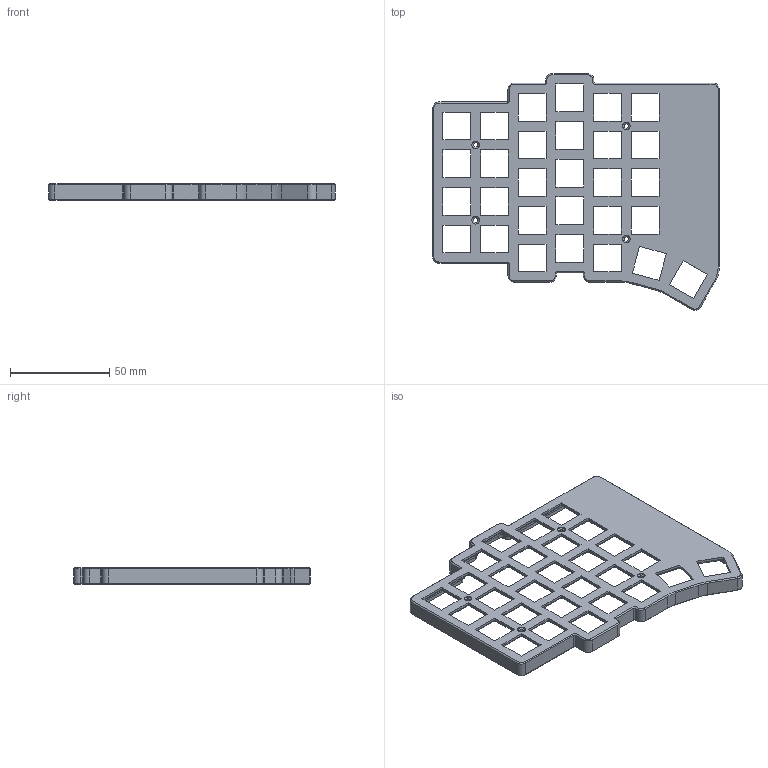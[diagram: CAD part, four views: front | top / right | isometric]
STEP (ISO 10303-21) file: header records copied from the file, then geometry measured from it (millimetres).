
FILE_DESCRIPTION(('FreeCAD Model'),'2;1');
FILE_NAME('Open CASCADE Shape Model','2025-09-20T16:48:39',(''),(''), 'Open CASCADE STEP processor 7.8','FreeCAD','Unknown');
FILE_SCHEMA(('AUTOMOTIVE_DESIGN { 1 0 10303 214 1 1 1 1 }'));
Length unit declared in the file: millimetre
Products named in the file (1): Top-Left
Bounding box: 144.65 x 119.38 x 8.3 mm (x, y, z)
Volume: 22004.1 mm3; surface area: 27484.4 mm2
Topology: 1 solids, 1 shells, 622 faces, 1668 edges, 1082 vertices
Faces by surface type: plane 387, cylinder 191, cone 44
Full cylindrical faces by diameter (mm): 2.4 x4, 3.8 x4
Entity records: 19476 total; most frequent: CARTESIAN_POINT 3373, DIRECTION 3342, ORIENTED_EDGE 3336, EDGE_CURVE 1668, LINE 1240, VECTOR 1240, VERTEX_POINT 1082, AXIS2_PLACEMENT_3D 1051
